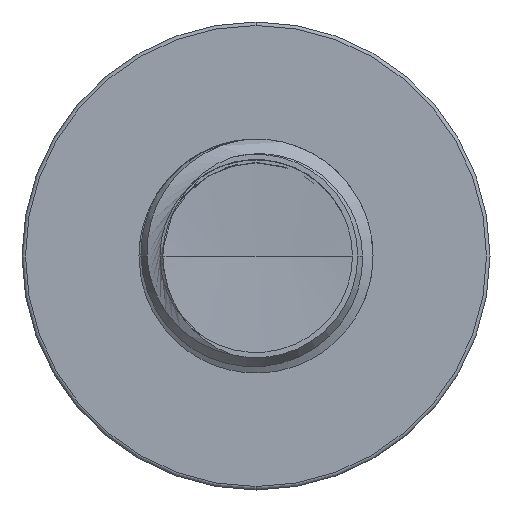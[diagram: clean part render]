
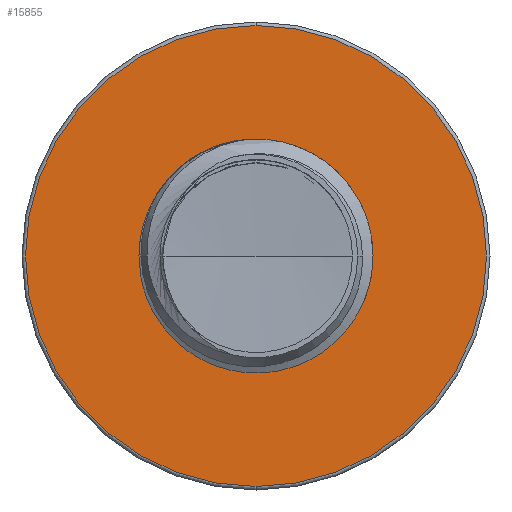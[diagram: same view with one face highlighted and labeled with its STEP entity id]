
A CAD part, front view. The second image highlights one B-rep face of the part: STEP entity #15855.
In plain terms, the highlighted planar face has unit normal (0, -1, 0).
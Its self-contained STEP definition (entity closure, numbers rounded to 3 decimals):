
#2482 = VERTEX_POINT ( 'NONE', #39255 ) ;
#2579 = ORIENTED_EDGE ( 'NONE', *, *, #14282, .F. ) ;
#3805 = CARTESIAN_POINT ( 'NONE',  ( 0., 35., 5.91 ) ) ;
#3849 = AXIS2_PLACEMENT_3D ( 'NONE', #5985, #5631, #5545 ) ;
#5545 = DIRECTION ( 'NONE',  ( 0., 0., -1. ) ) ;
#5631 = DIRECTION ( 'NONE',  ( 0., -1., 0. ) ) ;
#5687 = PLANE ( 'NONE',  #3849 ) ;
#5985 = CARTESIAN_POINT ( 'NONE',  ( 0., 35., 2.923 ) ) ;
#6911 = DIRECTION ( 'NONE',  ( 0., -1., 0. ) ) ;
#7849 = CARTESIAN_POINT ( 'NONE',  ( 0., 35., 0. ) ) ;
#9979 = VERTEX_POINT ( 'NONE', #42231 ) ;
#10244 = VERTEX_POINT ( 'NONE', #30728 ) ;
#11642 = DIRECTION ( 'NONE',  ( 0., 0., -1. ) ) ;
#13995 = EDGE_CURVE ( 'NONE', #9979, #27598, #39190, .T. ) ;
#14282 = EDGE_CURVE ( 'NONE', #2482, #10244, #29726, .T. ) ;
#15855 = ADVANCED_FACE ( 'NONE', ( #23866, #40360 ), #5687, .T. ) ;
#17839 = AXIS2_PLACEMENT_3D ( 'NONE', #29150, #6911, #32744 ) ;
#17907 = EDGE_LOOP ( 'NONE', ( #42026, #41511 ) ) ;
#18919 = AXIS2_PLACEMENT_3D ( 'NONE', #7849, #33612, #11642 ) ;
#18962 = EDGE_LOOP ( 'NONE', ( #37738, #2579 ) ) ;
#19798 = AXIS2_PLACEMENT_3D ( 'NONE', #22771, #22726, #22677 ) ;
#20252 = DIRECTION ( 'NONE',  ( 0., 0., -1. ) ) ;
#20297 = DIRECTION ( 'NONE',  ( 0., -1., 0. ) ) ;
#20309 = CARTESIAN_POINT ( 'NONE',  ( 0., 35., 0. ) ) ;
#21737 = EDGE_CURVE ( 'NONE', #27598, #9979, #42581, .T. ) ;
#22677 = DIRECTION ( 'NONE',  ( 0., 0., -1. ) ) ;
#22726 = DIRECTION ( 'NONE',  ( 0., -1., 0. ) ) ;
#22771 = CARTESIAN_POINT ( 'NONE',  ( 0., 35., 0. ) ) ;
#22848 = AXIS2_PLACEMENT_3D ( 'NONE', #20309, #20297, #20252 ) ;
#23866 = FACE_OUTER_BOUND ( 'NONE', #17907, .T. ) ;
#27598 = VERTEX_POINT ( 'NONE', #3805 ) ;
#29150 = CARTESIAN_POINT ( 'NONE',  ( 0., 35., 0. ) ) ;
#29726 = CIRCLE ( 'NONE', #22848, 2.923 ) ;
#30728 = CARTESIAN_POINT ( 'NONE',  ( 0., 35., -2.923 ) ) ;
#32744 = DIRECTION ( 'NONE',  ( 0., 0., -1. ) ) ;
#33612 = DIRECTION ( 'NONE',  ( 0., -1., 0. ) ) ;
#35241 = EDGE_CURVE ( 'NONE', #10244, #2482, #38190, .T. ) ;
#37738 = ORIENTED_EDGE ( 'NONE', *, *, #35241, .F. ) ;
#38190 = CIRCLE ( 'NONE', #17839, 2.923 ) ;
#39190 = CIRCLE ( 'NONE', #19798, 5.91 ) ;
#39255 = CARTESIAN_POINT ( 'NONE',  ( 0., 35., 2.923 ) ) ;
#40360 = FACE_BOUND ( 'NONE', #18962, .T. ) ;
#41511 = ORIENTED_EDGE ( 'NONE', *, *, #21737, .T. ) ;
#42026 = ORIENTED_EDGE ( 'NONE', *, *, #13995, .T. ) ;
#42231 = CARTESIAN_POINT ( 'NONE',  ( 0., 35., -5.91 ) ) ;
#42581 = CIRCLE ( 'NONE', #18919, 5.91 ) ;
